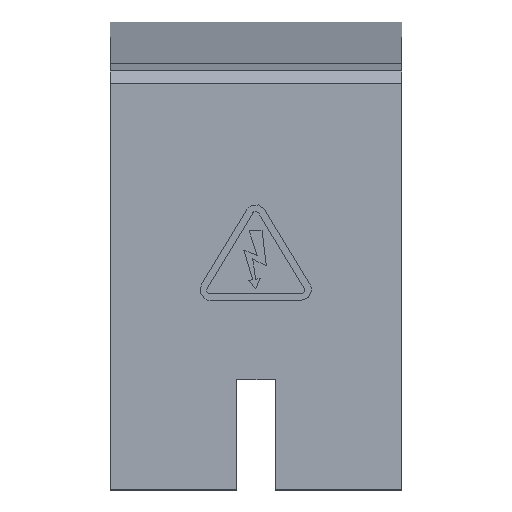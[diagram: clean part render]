
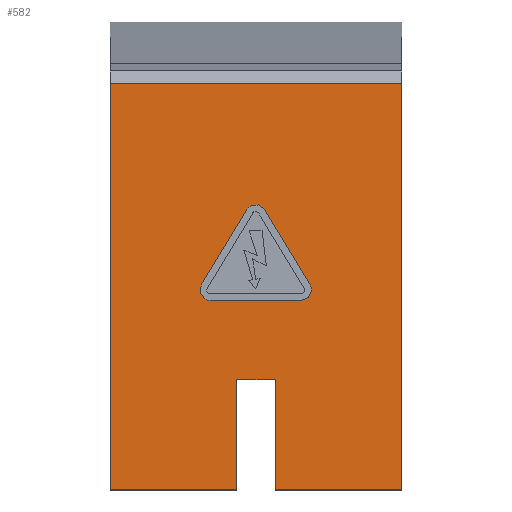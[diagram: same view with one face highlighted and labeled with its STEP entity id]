
A CAD part, top view. The second image highlights one B-rep face of the part: STEP entity #582.
In plain terms, the highlighted planar face has unit normal (0, 0, 1).
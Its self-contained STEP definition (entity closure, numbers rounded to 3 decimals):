
#180=CARTESIAN_POINT('',(23.0,5.059,46.));
#181=VERTEX_POINT('',#180);
#188=CARTESIAN_POINT('',(23.0,-27.,46.));
#189=VERTEX_POINT('',#188);
#190=CARTESIAN_POINT('',(23.0,5.059,46.));
#191=DIRECTION('',(0.0,-1.0,0.0));
#192=VECTOR('',#191,32.059);
#193=LINE('',#190,#192);
#194=EDGE_CURVE('',#181,#189,#193,.T.);
#372=CARTESIAN_POINT('',(0.0,-27.,46.));
#373=VERTEX_POINT('',#372);
#380=CARTESIAN_POINT('',(0.0,5.059,46.));
#381=VERTEX_POINT('',#380);
#382=CARTESIAN_POINT('',(0.0,-27.,46.));
#383=DIRECTION('',(0.0,1.0,0.0));
#384=VECTOR('',#383,32.059);
#385=LINE('',#382,#384);
#386=EDGE_CURVE('',#373,#381,#385,.T.);
#407=CARTESIAN_POINT('',(46.5,5.059,46.));
#408=DIRECTION('',(0.0,0.0,1.0));
#409=DIRECTION('',(1.0,0.0,0.0));
#410=AXIS2_PLACEMENT_3D('',#407,#408,#409);
#411=PLANE('',#410);
#412=ORIENTED_EDGE('',*,*,#194,.F.);
#413=CARTESIAN_POINT('',(23.0,5.059,46.));
#414=DIRECTION('',(-1.0,0.0,0.0));
#415=VECTOR('',#414,23.0);
#416=LINE('',#413,#415);
#417=EDGE_CURVE('',#181,#381,#416,.T.);
#418=ORIENTED_EDGE('',*,*,#417,.T.);
#419=ORIENTED_EDGE('',*,*,#386,.F.);
#420=CARTESIAN_POINT('',(10.,-27.,46.));
#421=VERTEX_POINT('',#420);
#422=CARTESIAN_POINT('',(10.,-27.,46.));
#423=DIRECTION('',(-1.0,0.0,0.0));
#424=VECTOR('',#423,10.);
#425=LINE('',#422,#424);
#426=EDGE_CURVE('',#421,#373,#425,.T.);
#427=ORIENTED_EDGE('',*,*,#426,.F.);
#428=CARTESIAN_POINT('',(10.,-18.3,46.));
#429=VERTEX_POINT('',#428);
#430=CARTESIAN_POINT('',(10.,-27.,46.));
#431=DIRECTION('',(0.0,1.0,0.0));
#432=VECTOR('',#431,8.7);
#433=LINE('',#430,#432);
#434=EDGE_CURVE('',#421,#429,#433,.T.);
#435=ORIENTED_EDGE('',*,*,#434,.T.);
#436=CARTESIAN_POINT('',(13.,-18.3,46.));
#437=VERTEX_POINT('',#436);
#438=CARTESIAN_POINT('',(10.,-18.3,46.));
#439=DIRECTION('',(1.0,0.0,0.0));
#440=VECTOR('',#439,3.);
#441=LINE('',#438,#440);
#442=EDGE_CURVE('',#429,#437,#441,.T.);
#443=ORIENTED_EDGE('',*,*,#442,.T.);
#444=CARTESIAN_POINT('',(13.,-27.,46.));
#445=VERTEX_POINT('',#444);
#446=CARTESIAN_POINT('',(13.,-18.3,46.));
#447=DIRECTION('',(0.0,-1.0,0.0));
#448=VECTOR('',#447,8.7);
#449=LINE('',#446,#448);
#450=EDGE_CURVE('',#437,#445,#449,.T.);
#451=ORIENTED_EDGE('',*,*,#450,.T.);
#452=CARTESIAN_POINT('',(23.0,-27.,46.));
#453=DIRECTION('',(-1.0,0.0,0.0));
#454=VECTOR('',#453,10.);
#455=LINE('',#452,#454);
#456=EDGE_CURVE('',#189,#445,#455,.T.);
#457=ORIENTED_EDGE('',*,*,#456,.F.);
#458=EDGE_LOOP('',(#412,#418,#419,#427,#435,#443,#451,#457));
#459=FACE_OUTER_BOUND('',#458,.T.);
#460=CARTESIAN_POINT('',(15.882,-11.246,46.));
#461=VERTEX_POINT('',#460);
#462=CARTESIAN_POINT('',(15.647,-11.814,46.));
#463=VERTEX_POINT('',#462);
#464=CARTESIAN_POINT('',(15.882,-11.246,46.));
#465=DIRECTION('',(-0.383,-0.924,0.0));
#466=VECTOR('',#465,0.615);
#467=LINE('',#464,#466);
#468=EDGE_CURVE('',#461,#463,#467,.T.);
#469=ORIENTED_EDGE('',*,*,#468,.T.);
#470=CARTESIAN_POINT('',(15.078,-12.05,46.));
#471=VERTEX_POINT('',#470);
#472=CARTESIAN_POINT('',(15.647,-11.814,46.));
#473=DIRECTION('',(-0.924,-0.383,0.0));
#474=VECTOR('',#473,0.616);
#475=LINE('',#472,#474);
#476=EDGE_CURVE('',#463,#471,#475,.T.);
#477=ORIENTED_EDGE('',*,*,#476,.T.);
#478=CARTESIAN_POINT('',(7.872,-12.051,46.));
#479=VERTEX_POINT('',#478);
#480=CARTESIAN_POINT('',(15.078,-12.05,46.));
#481=DIRECTION('',(-1.,0.,0.0));
#482=VECTOR('',#481,7.206);
#483=LINE('',#480,#482);
#484=EDGE_CURVE('',#471,#479,#483,.T.);
#485=ORIENTED_EDGE('',*,*,#484,.T.);
#486=CARTESIAN_POINT('',(7.656,-12.021,46.));
#487=VERTEX_POINT('',#486);
#488=CARTESIAN_POINT('',(7.872,-12.051,46.));
#489=DIRECTION('',(-0.991,0.135,0.0));
#490=VECTOR('',#489,0.218);
#491=LINE('',#488,#490);
#492=EDGE_CURVE('',#479,#487,#491,.T.);
#493=ORIENTED_EDGE('',*,*,#492,.T.);
#494=CARTESIAN_POINT('',(7.455,-11.935,46.));
#495=VERTEX_POINT('',#494);
#496=CARTESIAN_POINT('',(7.656,-12.021,46.));
#497=DIRECTION('',(-0.918,0.396,0.0));
#498=VECTOR('',#497,0.218);
#499=LINE('',#496,#498);
#500=EDGE_CURVE('',#487,#495,#499,.T.);
#501=ORIENTED_EDGE('',*,*,#500,.T.);
#502=CARTESIAN_POINT('',(7.091,-11.439,46.));
#503=VERTEX_POINT('',#502);
#504=CARTESIAN_POINT('',(7.455,-11.935,46.));
#505=DIRECTION('',(-0.593,0.806,0.0));
#506=VECTOR('',#505,0.616);
#507=LINE('',#504,#506);
#508=EDGE_CURVE('',#495,#503,#507,.T.);
#509=ORIENTED_EDGE('',*,*,#508,.T.);
#510=CARTESIAN_POINT('',(7.183,-10.831,46.));
#511=VERTEX_POINT('',#510);
#512=CARTESIAN_POINT('',(7.091,-11.439,46.));
#513=DIRECTION('',(0.15,0.989,0.0));
#514=VECTOR('',#513,0.615);
#515=LINE('',#512,#514);
#516=EDGE_CURVE('',#503,#511,#515,.T.);
#517=ORIENTED_EDGE('',*,*,#516,.T.);
#518=CARTESIAN_POINT('',(10.786,-4.874,46.));
#519=VERTEX_POINT('',#518);
#520=CARTESIAN_POINT('',(7.183,-10.831,46.));
#521=DIRECTION('',(0.518,0.856,0.0));
#522=VECTOR('',#521,6.962);
#523=LINE('',#520,#522);
#524=EDGE_CURVE('',#511,#519,#523,.T.);
#525=ORIENTED_EDGE('',*,*,#524,.T.);
#526=CARTESIAN_POINT('',(10.906,-4.721,46.));
#527=VERTEX_POINT('',#526);
#528=CARTESIAN_POINT('',(10.786,-4.874,46.));
#529=DIRECTION('',(0.617,0.787,0.0));
#530=VECTOR('',#529,0.194);
#531=LINE('',#528,#530);
#532=EDGE_CURVE('',#519,#527,#531,.T.);
#533=ORIENTED_EDGE('',*,*,#532,.T.);
#534=CARTESIAN_POINT('',(11.058,-4.602,46.));
#535=VERTEX_POINT('',#534);
#536=CARTESIAN_POINT('',(10.906,-4.721,46.));
#537=DIRECTION('',(0.787,0.617,0.0));
#538=VECTOR('',#537,0.194);
#539=LINE('',#536,#538);
#540=EDGE_CURVE('',#527,#535,#539,.T.);
#541=ORIENTED_EDGE('',*,*,#540,.T.);
#542=CARTESIAN_POINT('',(11.667,-4.509,46.));
#543=VERTEX_POINT('',#542);
#544=CARTESIAN_POINT('',(11.058,-4.602,46.));
#545=DIRECTION('',(0.989,0.151,0.0));
#546=VECTOR('',#545,0.616);
#547=LINE('',#544,#546);
#548=EDGE_CURVE('',#535,#543,#547,.T.);
#549=ORIENTED_EDGE('',*,*,#548,.T.);
#550=CARTESIAN_POINT('',(12.164,-4.874,46.));
#551=VERTEX_POINT('',#550);
#552=CARTESIAN_POINT('',(11.667,-4.509,46.));
#553=DIRECTION('',(0.806,-0.593,0.0));
#554=VECTOR('',#553,0.616);
#555=LINE('',#552,#554);
#556=EDGE_CURVE('',#543,#551,#555,.T.);
#557=ORIENTED_EDGE('',*,*,#556,.T.);
#558=CARTESIAN_POINT('',(15.766,-10.83,46.));
#559=VERTEX_POINT('',#558);
#560=CARTESIAN_POINT('',(12.164,-4.874,46.));
#561=DIRECTION('',(0.518,-0.856,0.0));
#562=VECTOR('',#561,6.961);
#563=LINE('',#560,#562);
#564=EDGE_CURVE('',#551,#559,#563,.T.);
#565=ORIENTED_EDGE('',*,*,#564,.T.);
#566=CARTESIAN_POINT('',(15.853,-11.03,46.));
#567=VERTEX_POINT('',#566);
#568=CARTESIAN_POINT('',(15.766,-10.83,46.));
#569=DIRECTION('',(0.396,-0.918,0.0));
#570=VECTOR('',#569,0.218);
#571=LINE('',#568,#570);
#572=EDGE_CURVE('',#559,#567,#571,.T.);
#573=ORIENTED_EDGE('',*,*,#572,.T.);
#574=CARTESIAN_POINT('',(15.853,-11.03,46.));
#575=DIRECTION('',(0.135,-0.991,0.0));
#576=VECTOR('',#575,0.218);
#577=LINE('',#574,#576);
#578=EDGE_CURVE('',#567,#461,#577,.T.);
#579=ORIENTED_EDGE('',*,*,#578,.T.);
#580=EDGE_LOOP('',(#469,#477,#485,#493,#501,#509,#517,#525,#533,#541,#549,#557,#565,#573,#579));
#581=FACE_BOUND('',#580,.T.);
#582=ADVANCED_FACE('',(#459,#581),#411,.T.);
